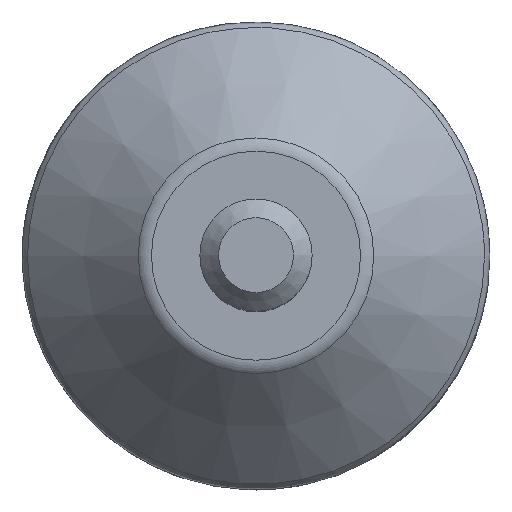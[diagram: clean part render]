
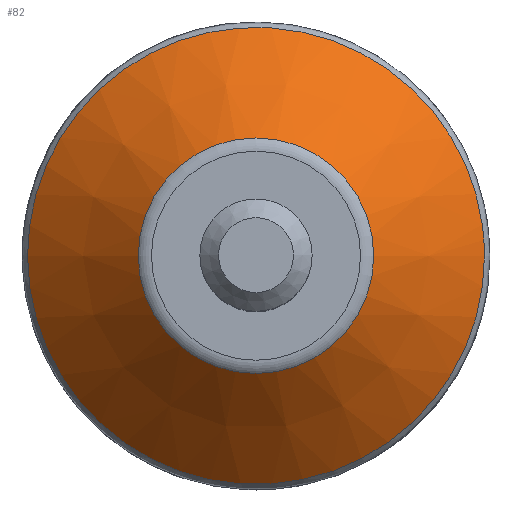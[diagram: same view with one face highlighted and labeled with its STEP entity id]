
A CAD part, top view. The second image highlights one B-rep face of the part: STEP entity #82.
In plain terms, the highlighted conical face has half-angle 45 degrees and reference radius 6 mm.
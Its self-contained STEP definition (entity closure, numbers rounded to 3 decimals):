
#61 = VERTEX_POINT('',#62);
#62 = CARTESIAN_POINT('',(6.293,0.,10.707));
#71 = EDGE_CURVE('',#61,#61,#72,.T.);
#72 = CIRCLE('',#73,6.293);
#73 = AXIS2_PLACEMENT_3D('',#74,#75,#76);
#74 = CARTESIAN_POINT('',(0.,0.,10.707));
#75 = DIRECTION('',(0.,0.,-1.));
#76 = DIRECTION('',(1.,0.,0.));
#82 = ADVANCED_FACE('',(#83),#113,.T.);
#83 = FACE_BOUND('',#84,.T.);
#84 = EDGE_LOOP('',(#85,#93,#94,#95));
#85 = ORIENTED_EDGE('',*,*,#86,.F.);
#86 = EDGE_CURVE('',#61,#87,#89,.T.);
#87 = VERTEX_POINT('',#88);
#88 = CARTESIAN_POINT('',(12.207,0.,4.793));
#89 = LINE('',#90,#91);
#90 = CARTESIAN_POINT('',(6.,0.,11.));
#91 = VECTOR('',#92,1.);
#92 = DIRECTION('',(0.707,0.,-0.707));
#93 = ORIENTED_EDGE('',*,*,#71,.T.);
#94 = ORIENTED_EDGE('',*,*,#86,.T.);
#95 = ORIENTED_EDGE('',*,*,#96,.F.);
#96 = EDGE_CURVE('',#87,#87,#97,.T.);
#97 = ( BOUNDED_CURVE() B_SPLINE_CURVE(14,(#98,#99,#100,#101,#102,#103,
    #104,#105,#106,#107,#108,#109,#110,#111,#112),.UNSPECIFIED.,.T.,.F.)
 B_SPLINE_CURVE_WITH_KNOTS((15,15),(0.,78.54),
.PIECEWISE_BEZIER_KNOTS.) CURVE() GEOMETRIC_REPRESENTATION_ITEM() 
RATIONAL_B_SPLINE_CURVE((1.,1.,1.,1.,1.,
    1.,1.,1.,1.,
1.,1.,1.,1.,1.,1.)) REPRESENTATION_ITEM('') );
#98 = CARTESIAN_POINT('',(12.207,0.,4.793));
#99 = CARTESIAN_POINT('',(12.207,-5.399,4.793
    ));
#100 = CARTESIAN_POINT('',(9.636,-10.914,4.793
    ));
#101 = CARTESIAN_POINT('',(4.312,-15.105,4.793
    ));
#102 = CARTESIAN_POINT('',(-2.95,-16.484,
    4.793));
#103 = CARTESIAN_POINT('',(-10.472,-13.756,
    4.793));
#104 = CARTESIAN_POINT('',(-15.519,-8.355,
    4.793));
#105 = CARTESIAN_POINT('',(-18.711,0.,4.793));
#106 = CARTESIAN_POINT('',(-15.519,8.355,4.793
    ));
#107 = CARTESIAN_POINT('',(-10.472,13.756,
    4.793));
#108 = CARTESIAN_POINT('',(-2.95,16.484,
    4.793));
#109 = CARTESIAN_POINT('',(4.312,15.105,4.793
    ));
#110 = CARTESIAN_POINT('',(9.636,10.914,4.793
    ));
#111 = CARTESIAN_POINT('',(12.207,5.399,4.793
    ));
#112 = CARTESIAN_POINT('',(12.207,0.,4.793));
#113 = CONICAL_SURFACE('',#114,6.,0.785);
#114 = AXIS2_PLACEMENT_3D('',#115,#116,#117);
#115 = CARTESIAN_POINT('',(0.,0.,11.));
#116 = DIRECTION('',(0.,0.,-1.));
#117 = DIRECTION('',(1.,0.,0.));
